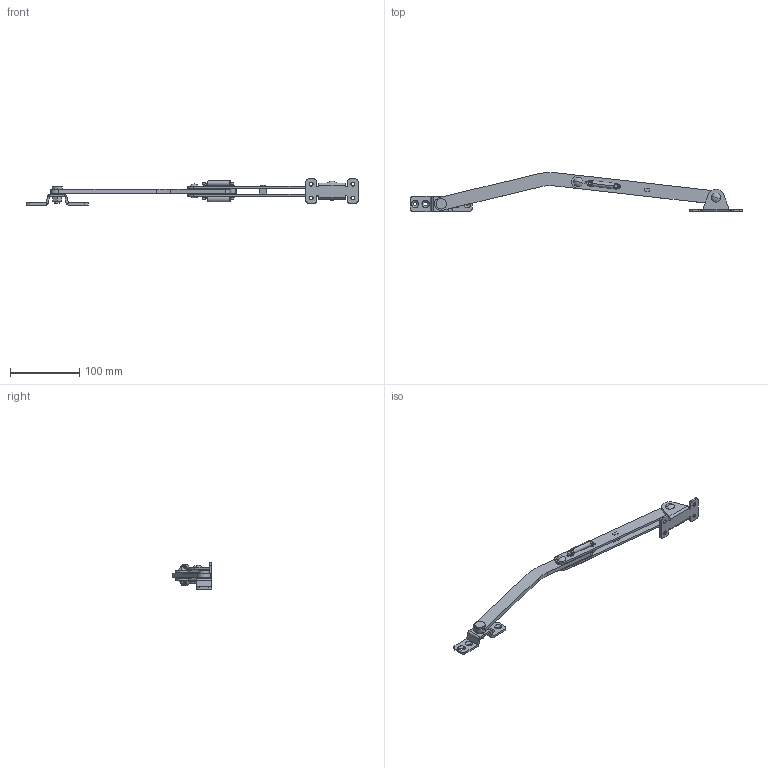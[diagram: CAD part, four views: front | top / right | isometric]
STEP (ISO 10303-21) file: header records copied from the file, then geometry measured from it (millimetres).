
FILE_DESCRIPTION (( 'STEP AP203' ), '1' );
FILE_NAME ('B-1451-0_.STEP', '2008-02-21T00:44:53', ( ' ' ), ( ' ' ), 'SwSTEP 2.0', 'SolidWorks 2007', '' );
FILE_SCHEMA (( 'CONFIG_CONTROL_DESIGN' ));
Length unit declared in the file: millimetre
Products named in the file (16): B-1451-0 庢晅嵗2_棉太倌; B-1451-0 暯嵗嬥1_棉太倌; B-1451-0 暯嵗嬥2_棉太倌; B-1451-0_; B-1451-0 庢晅嵗1_棉太倌; B-1451-0 傾乕儉1_棉太倌; B-1451-0 カラー_公開用; B-1451-0 傾乕儉2_棉太倌; B-1451-0 軸4_公開用; B-1451-0 屌掕斅_棉太倌; B-1451-0 軸2_公開用; B-1451-0 軸3_カシメ; B-1451-0 軸1_カシメ; B-1451-0六角ナット_公開用; B-1451-0 コロ_公開用; B-1451-0 スプリング_公開用
Assembly tree (20 placements, depth 2):
  B-1451-0_
    B-1451-0 庢晅嵗2_棉太倌
    B-1451-0 軸4_公開用
    B-1451-0 暯嵗嬥1_棉太倌
    B-1451-0 カラー_公開用
    B-1451-0 傾乕儉2_棉太倌
    B-1451-0六角ナット_公開用
    B-1451-0 スプリング_公開用  x2
    B-1451-0 傾乕儉1_棉太倌  x2
    B-1451-0 コロ_公開用
    B-1451-0 暯嵗嬥2_棉太倌  x4
    B-1451-0 庢晅嵗1_棉太倌
    B-1451-0 軸3_カシメ
    B-1451-0 軸1_カシメ
    B-1451-0 軸2_公開用
    B-1451-0 屌掕斅_棉太倌
Bounding box: 478.7 x 56.26 x 37.5 mm (x, y, z)
Volume: 78440.2 mm3; surface area: 56914.3 mm2
Topology: 20 solids, 20 shells, 352 faces, 834 edges, 528 vertices
Faces by surface type: plane 169, cylinder 159, cone 16, sphere 8
Entity records: 10156 total; most frequent: DIRECTION 1554, CARTESIAN_POINT 1439, ORIENTED_EDGE 1332, EDGE_CURVE 666, AXIS2_PLACEMENT_3D 585, VERTEX_POINT 420, VECTOR 384, LINE 384
